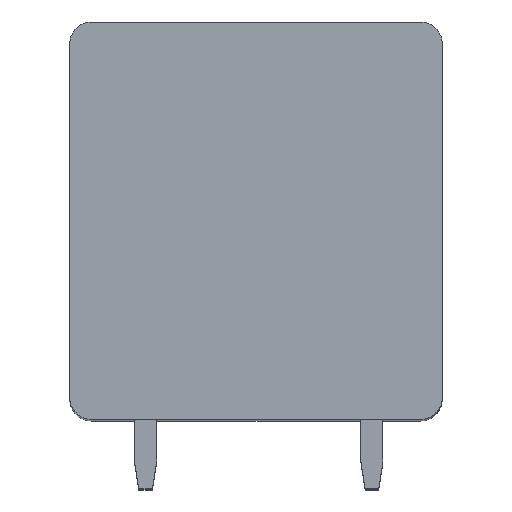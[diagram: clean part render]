
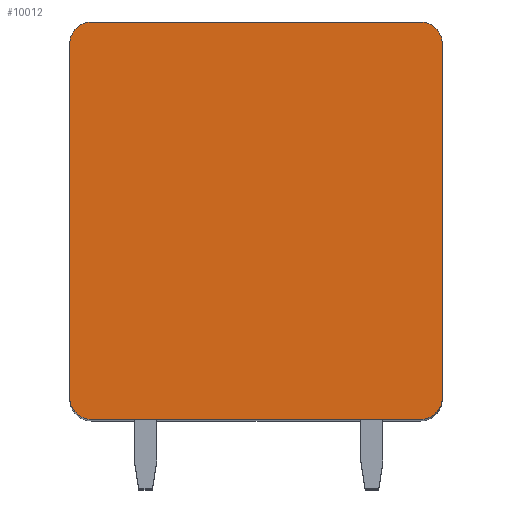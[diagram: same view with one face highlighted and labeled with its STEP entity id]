
A CAD part, top view. The second image highlights one B-rep face of the part: STEP entity #10012.
In plain terms, the highlighted planar face has unit normal (0, 0, 1).
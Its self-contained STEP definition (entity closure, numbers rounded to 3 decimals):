
#1269=CARTESIAN_POINT('',(-5.95,6.4,1.75));
#1270=DIRECTION('',(0.,0.,1.));
#1271=DIRECTION('',(0.,1.,0.));
#1272=AXIS2_PLACEMENT_3D('',#1269,#1270,#1271);
#1274=DIRECTION('',(-1.,0.,0.));
#1275=VECTOR('',#1274,11.9);
#1276=CARTESIAN_POINT('',(5.95,7.2,1.75));
#1277=LINE('',#1276,#1275);
#1278=CARTESIAN_POINT('',(5.95,6.4,1.75));
#1279=DIRECTION('',(0.,0.,1.));
#1280=DIRECTION('',(1.,0.,0.));
#1281=AXIS2_PLACEMENT_3D('',#1278,#1279,#1280);
#1283=DIRECTION('',(0.,1.,0.));
#1284=VECTOR('',#1283,12.8);
#1285=CARTESIAN_POINT('',(6.75,-6.4,1.75));
#1286=LINE('',#1285,#1284);
#1287=CARTESIAN_POINT('',(5.95,-6.4,1.75));
#1288=DIRECTION('',(0.,0.,1.));
#1289=DIRECTION('',(0.,-1.,0.));
#1290=AXIS2_PLACEMENT_3D('',#1287,#1288,#1289);
#1292=DIRECTION('',(1.,0.,0.));
#1293=VECTOR('',#1292,11.9);
#1294=CARTESIAN_POINT('',(-5.95,-7.2,1.75));
#1295=LINE('',#1294,#1293);
#1296=CARTESIAN_POINT('',(-5.95,-6.4,1.75));
#1297=DIRECTION('',(0.,0.,1.));
#1298=DIRECTION('',(-1.,0.,0.));
#1299=AXIS2_PLACEMENT_3D('',#1296,#1297,#1298);
#1301=DIRECTION('',(0.,-1.,0.));
#1302=VECTOR('',#1301,12.8);
#1303=CARTESIAN_POINT('',(-6.75,6.4,1.75));
#1304=LINE('',#1303,#1302);
#7361=CARTESIAN_POINT('',(-5.95,7.2,1.75));
#7362=VERTEX_POINT('',#7361);
#7363=CARTESIAN_POINT('',(-6.75,6.4,1.75));
#7364=VERTEX_POINT('',#7363);
#7369=CARTESIAN_POINT('',(6.75,6.4,1.75));
#7370=VERTEX_POINT('',#7369);
#7371=CARTESIAN_POINT('',(5.95,7.2,1.75));
#7372=VERTEX_POINT('',#7371);
#7377=CARTESIAN_POINT('',(-6.75,-6.4,1.75));
#7378=VERTEX_POINT('',#7377);
#7379=CARTESIAN_POINT('',(-5.95,-7.2,1.75));
#7380=VERTEX_POINT('',#7379);
#7385=CARTESIAN_POINT('',(5.95,-7.2,1.75));
#7386=VERTEX_POINT('',#7385);
#7387=CARTESIAN_POINT('',(6.75,-6.4,1.75));
#7388=VERTEX_POINT('',#7387);
#9997=CARTESIAN_POINT('',(0.,0.,1.75));
#9998=DIRECTION('',(0.,0.,1.));
#9999=DIRECTION('',(1.,0.,0.));
#10000=AXIS2_PLACEMENT_3D('',#9997,#9998,#9999);
#10001=PLANE('',#10000);
#10002=ORIENTED_EDGE('',*,*,#9191,.F.);
#10003=ORIENTED_EDGE('',*,*,#9207,.F.);
#10004=ORIENTED_EDGE('',*,*,#9472,.F.);
#10005=ORIENTED_EDGE('',*,*,#9487,.F.);
#10006=ORIENTED_EDGE('',*,*,#9680,.F.);
#10007=ORIENTED_EDGE('',*,*,#9693,.F.);
#10008=ORIENTED_EDGE('',*,*,#9888,.F.);
#10009=ORIENTED_EDGE('',*,*,#9900,.F.);
#10010=EDGE_LOOP('',(#10002,#10003,#10004,#10005,#10006,#10007,#10008,#10009));
#10011=FACE_OUTER_BOUND('',#10010,.F.);
#1273=CIRCLE('',#1272,0.8);
#1282=CIRCLE('',#1281,0.8);
#1291=CIRCLE('',#1290,0.8);
#1300=CIRCLE('',#1299,0.8);
#9191=EDGE_CURVE('',#7362,#7364,#1273,.T.);
#9207=EDGE_CURVE('',#7372,#7362,#1277,.T.);
#9472=EDGE_CURVE('',#7370,#7372,#1282,.T.);
#9487=EDGE_CURVE('',#7388,#7370,#1286,.T.);
#9680=EDGE_CURVE('',#7386,#7388,#1291,.T.);
#9693=EDGE_CURVE('',#7380,#7386,#1295,.T.);
#9888=EDGE_CURVE('',#7378,#7380,#1300,.T.);
#9900=EDGE_CURVE('',#7364,#7378,#1304,.T.);
#10012=ADVANCED_FACE('',(#10011),#10001,.T.);
